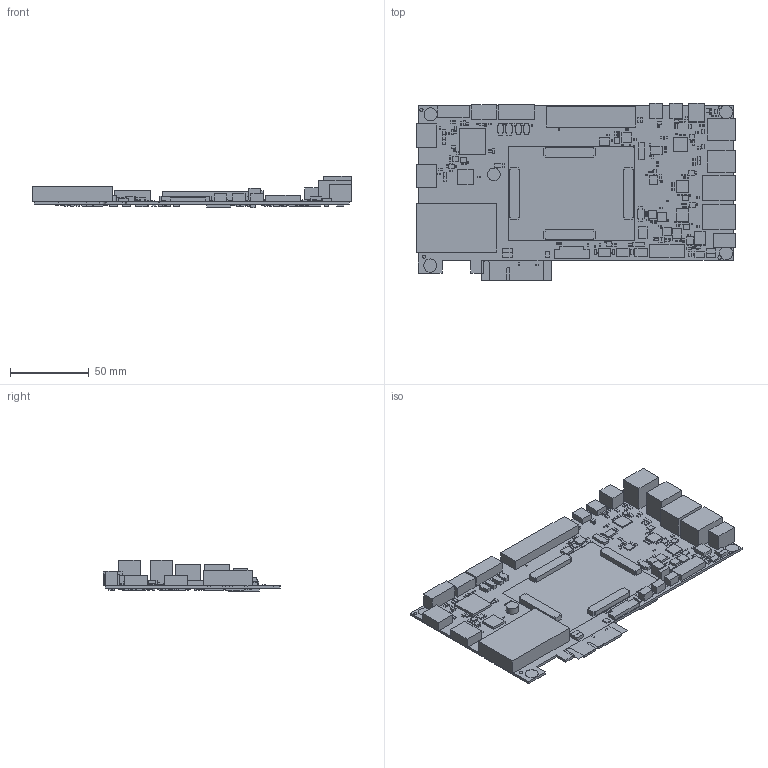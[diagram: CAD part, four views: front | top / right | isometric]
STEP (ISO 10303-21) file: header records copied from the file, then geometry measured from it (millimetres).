
FILE_DESCRIPTION(/* description */ ('PCB Design'),/* implementation_level */ '2;1');
FILE_NAME(/* name */ 'AXU4EV-step',/* time_stamp */ '2021-08-17T16:52:10+08:00',/* author */ ('ALINX-11'),/* organization */ (''),/* preprocessor_version */ 'ST-DEVELOPER v16',/* originating_system */ 'allegro_17.2S007',/* authorisation */ '');
FILE_SCHEMA (('AUTOMOTIVE_DESIGN { 1 0 10303 214 3 1 1 }'));
Length unit declared in the file: millimetre
Products named in the file (80): AXU4EV-STEP; BOARD_OUTLINE; COMPONENTS; ASP_134603_01; QFN-28; MICRO8; SOIC14; SOT23; SO8; QFN24_RTW; R1206; MICRO_SD; CN1-DCJACK; GE_RJ45; FUSE_1812; CC0805; SIP3-2_54; CON2_2_54P; MP1482-SOIC8; L5_2X5_2; SO16; SOT-23; HDMI_A_TYPE; JTAG-10; HT3_81-4PL; HT3_81-6PL; LQFP-100; C0805; C0603; LED_0805; L0805; C0402; R0402; MDT420M02001_PCIE; SFPX2_CASE; BATT_CON; OSC6-3225; FPC100C047; USB3_AF_90_DUAL; SON10 ...
Assembly tree (700 placements, depth 3):
  AXU4EV-STEP
    BOARD_OUTLINE
    COMPONENTS
      ASP_134603_01
      QFN-28  x2
      MICRO8
      SOIC14
      SOT23  x4
      SO8  x4
      QFN24_RTW
      R1206
      MICRO_SD
      CN1-DCJACK
      GE_RJ45  x2
      FUSE_1812
      CC0805  x9
      SIP3-2_54
      CON2_2_54P
      MP1482-SOIC8  x2
      L5_2X5_2  x2
      SO16
      SOT-23  x5
      HDMI_A_TYPE  x2
      JTAG-10
      HT3_81-4PL
      HT3_81-6PL
      LQFP-100
      C0805  x60
      C0603  x11
      LED_0805  x3
      L0805  x8
      C0402  x239
      R0402  x202
      MDT420M02001_PCIE
      SFPX2_CASE
      BATT_CON
      OSC6-3225
      FPC100C047
      USB3_AF_90_DUAL  x2
      SON10  x7
      SOT23-6  x3
      SOD-123
      SOT23-5  x2
      KEY_4X4X1_5  x3
      MINI_DP_LC
      QFN76
      L3_1X3_1
      SOIC_8  x3
      R0805  x2
      SOT-23-6
      MINI_USB_DIP  x2
      LL0603  x27
      SMBJ6-0CA  x4
      SX2-1205  x4
      GTL2002GM
      QFN40
      C1206
      SOT23-3  x3
      SOT3  x4
      OSC3_2X2_5
Bounding box: 202.7 x 112.72 x 20.08 mm (x, y, z)
Surface area: 89050.6 mm2 (no closed solid volume)
Topology: 0 solids, 699 shells, 4318 faces, 9469 edges, 5840 vertices
Faces by surface type: plane 4270, cylinder 48
Entity records: 21844 total; most frequent: DIRECTION 2987, ORIENTED_EDGE 2376, AXIS2_PLACEMENT_3D 2008, CARTESIAN_POINT 1751, EDGE_CURVE 1276, VECTOR 1220, LINE 1220, VERTEX_POINT 968
